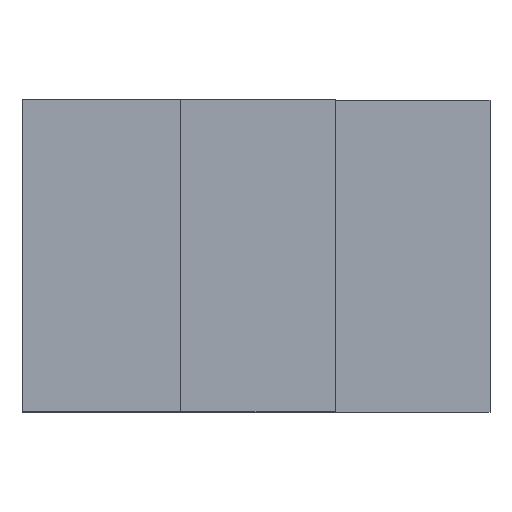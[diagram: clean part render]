
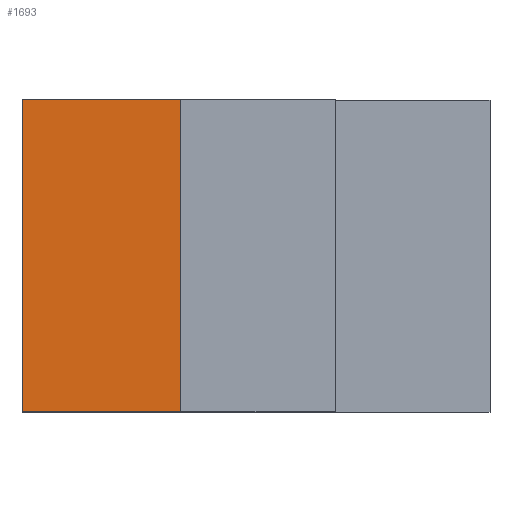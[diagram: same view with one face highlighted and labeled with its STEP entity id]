
A CAD part, top view. The second image highlights one B-rep face of the part: STEP entity #1693.
In plain terms, the highlighted planar face has unit normal (0, 0, 1).
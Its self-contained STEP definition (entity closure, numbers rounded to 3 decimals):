
#139=PLANE('',#1870);
#235=FACE_OUTER_BOUND('',#347,.T.);
#347=EDGE_LOOP('',(#1576,#1577,#1578,#1579));
#541=LINE('',#2748,#747);
#552=LINE('',#2771,#758);
#554=LINE('',#2774,#760);
#555=LINE('',#2775,#761);
#747=VECTOR('',#2279,10.);
#758=VECTOR('',#2298,10.);
#760=VECTOR('',#2302,10.);
#761=VECTOR('',#2303,10.);
#914=VERTEX_POINT('',#2741);
#917=VERTEX_POINT('',#2746);
#924=VERTEX_POINT('',#2768);
#925=VERTEX_POINT('',#2770);
#1133=EDGE_CURVE('',#917,#914,#541,.T.);
#1144=EDGE_CURVE('',#925,#924,#552,.T.);
#1146=EDGE_CURVE('',#924,#914,#554,.T.);
#1147=EDGE_CURVE('',#925,#917,#555,.T.);
#1576=ORIENTED_EDGE('',*,*,#1146,.T.);
#1577=ORIENTED_EDGE('',*,*,#1133,.F.);
#1578=ORIENTED_EDGE('',*,*,#1147,.F.);
#1579=ORIENTED_EDGE('',*,*,#1144,.T.);
#1693=ADVANCED_FACE('',(#235),#139,.T.);
#1870=AXIS2_PLACEMENT_3D('',#2773,#2300,#2301);
#2279=DIRECTION('',(0.,-1.,0.));
#2298=DIRECTION('',(0.,-1.,0.));
#2300=DIRECTION('center_axis',(0.,0.,1.));
#2301=DIRECTION('ref_axis',(1.,0.,0.));
#2302=DIRECTION('',(1.,0.,0.));
#2303=DIRECTION('',(1.,0.,0.));
#2741=CARTESIAN_POINT('',(894.68,-594.76,563.68));
#2746=CARTESIAN_POINT('',(894.68,15.24,563.68));
#2748=CARTESIAN_POINT('',(894.68,15.24,563.68));
#2768=CARTESIAN_POINT('',(584.8,-594.76,563.68));
#2770=CARTESIAN_POINT('',(584.8,15.24,563.68));
#2771=CARTESIAN_POINT('',(584.8,15.24,563.68));
#2773=CARTESIAN_POINT('Origin',(584.8,15.24,563.68));
#2774=CARTESIAN_POINT('',(584.8,-594.76,563.68));
#2775=CARTESIAN_POINT('',(584.8,15.24,563.68));
